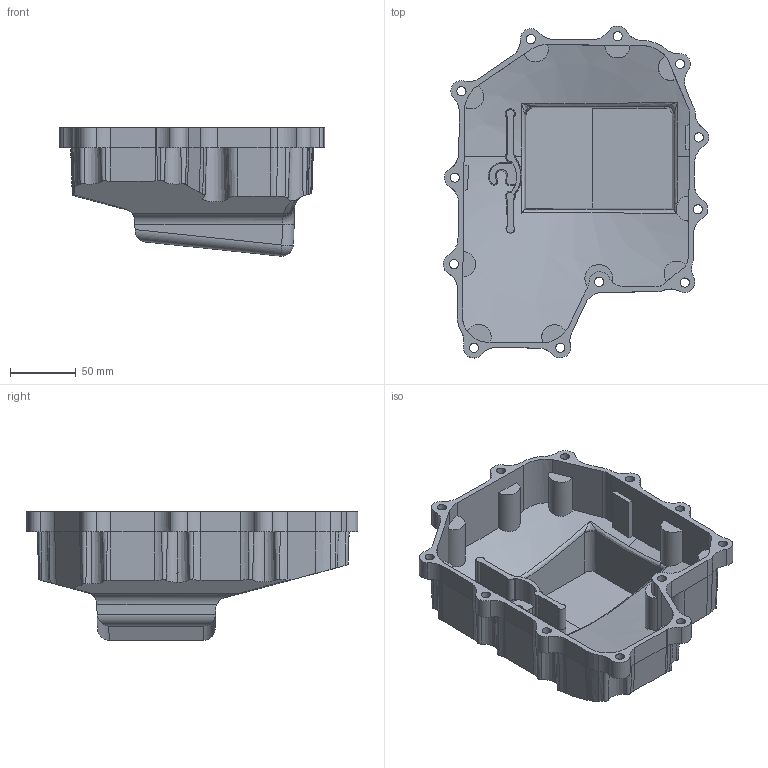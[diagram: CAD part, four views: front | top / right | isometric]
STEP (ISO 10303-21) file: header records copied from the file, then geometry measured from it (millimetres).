
FILE_DESCRIPTION (( 'STEP AP203' ), '1' );
FILE_NAME ('Modified Oil Pan.STEP', '2015-07-11T19:01:32', ( 'Orion' ), ( '' ), 'SwSTEP 2.0', 'SolidWorks 2015', '' );
FILE_SCHEMA (( 'CONFIG_CONTROL_DESIGN' ));
Length unit declared in the file: inch
Products named in the file (1): Modified Oil Pan
Bounding box: 202.43 x 252.93 x 97.92 mm (x, y, z)
Volume: 613736 mm3; surface area: 188338.1 mm2
Topology: 3 solids, 3 shells, 373 faces, 1014 edges, 646 vertices
Faces by surface type: cylinder 143, cone 108, plane 98, bspline 22, sphere 2
Entity records: 13544 total; most frequent: CARTESIAN_POINT 4409, ORIENTED_EDGE 2024, DIRECTION 1832, EDGE_CURVE 1012, AXIS2_PLACEMENT_3D 729, VERTEX_POINT 646, EDGE_LOOP 398, CIRCLE 377
